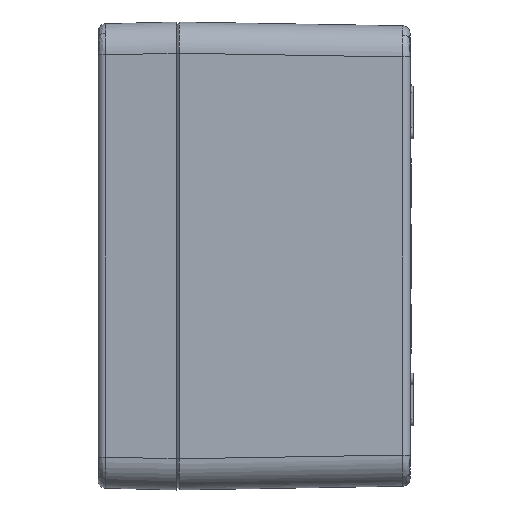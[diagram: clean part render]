
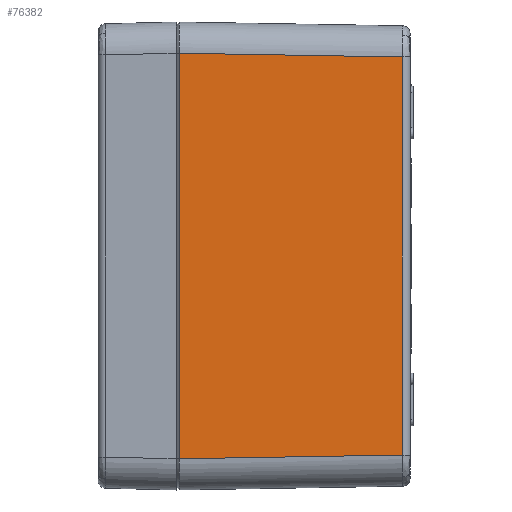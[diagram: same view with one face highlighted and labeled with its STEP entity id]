
A CAD part, left-side view. The second image highlights one B-rep face of the part: STEP entity #76382.
In plain terms, the highlighted planar face has unit normal (-1, -0.017, 0).
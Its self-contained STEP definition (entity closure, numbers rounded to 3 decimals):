
#33440 = CARTESIAN_POINT ( 'NONE',  ( -60.033, -58.033, 51.034 ) ) ;
#41439 = CARTESIAN_POINT ( 'NONE',  ( -60.987, -0.8, -51.988 ) ) ;
#41440 = CARTESIAN_POINT ( 'NONE',  ( -60.033, -58.033, -51.034 ) ) ;
#41441 = CARTESIAN_POINT ( 'NONE',  ( -60.987, -0.8, 51.988 ) ) ;
#42489 = PLANE ( 'NONE',  #81528 ) ;
#42490 = CARTESIAN_POINT ( 'NONE',  ( -61., 0., -60. ) ) ;
#42491 = DIRECTION ( 'NONE',  ( -1., -0.017, 0. ) ) ;
#42492 = DIRECTION ( 'NONE',  ( 0.017, -1., 0. ) ) ;
#43049 = FACE_OUTER_BOUND ( 'NONE', #69144, .T. ) ;
#43364 = LINE ( 'NONE', #47743, #82338 ) ;
#43365 = LINE ( 'NONE', #47745, #82341 ) ;
#43366 = LINE ( 'NONE', #47747, #82344 ) ;
#43367 = LINE ( 'NONE', #47749, #82348 ) ;
#47743 = CARTESIAN_POINT ( 'NONE',  ( -60.033, -58.033, 51.001 ) ) ;
#47744 = DIRECTION ( 'NONE',  ( 0., 0., 1. ) ) ;
#47745 = CARTESIAN_POINT ( 'NONE',  ( -61.002, 0.133, -52.003 ) ) ;
#47746 = DIRECTION ( 'NONE',  ( 0.017, -1., 0.017 ) ) ;
#47747 = CARTESIAN_POINT ( 'NONE',  ( -60.969, -1.866, 51.97 ) ) ;
#47748 = DIRECTION ( 'NONE',  ( -0.017, 1., 0.017 ) ) ;
#47749 = CARTESIAN_POINT ( 'NONE',  ( -60.987, -0.8, -60. ) ) ;
#47750 = DIRECTION ( 'NONE',  ( 0., 0., -1. ) ) ;
#69144 = EDGE_LOOP ( 'NONE', ( #81160, #81163, #81161, #81164 ) ) ;
#69816 = VERTEX_POINT ( 'NONE', #33440 ) ;
#74540 = VERTEX_POINT ( 'NONE', #41439 ) ;
#74541 = VERTEX_POINT ( 'NONE', #41440 ) ;
#74542 = VERTEX_POINT ( 'NONE', #41441 ) ;
#76382 = ADVANCED_FACE ( 'NONE', ( #43049 ), #42489, .T. ) ;
#78013 = EDGE_CURVE ( 'NONE', #74541, #69816, #43364, .T. ) ;
#78017 = EDGE_CURVE ( 'NONE', #74540, #74541, #43365, .T. ) ;
#78021 = EDGE_CURVE ( 'NONE', #69816, #74542, #43366, .T. ) ;
#78026 = EDGE_CURVE ( 'NONE', #74542, #74540, #43367, .T. ) ;
#81160 = ORIENTED_EDGE ( 'NONE', *, *, #78017, .T. ) ;
#81161 = ORIENTED_EDGE ( 'NONE', *, *, #78021, .T. ) ;
#81163 = ORIENTED_EDGE ( 'NONE', *, *, #78013, .T. ) ;
#81164 = ORIENTED_EDGE ( 'NONE', *, *, #78026, .T. ) ;
#81528 = AXIS2_PLACEMENT_3D ( 'NONE', #42490, #42491, #42492 ) ;
#82338 = VECTOR ( 'NONE', #47744, 1000. ) ;
#82341 = VECTOR ( 'NONE', #47746, 1000. ) ;
#82344 = VECTOR ( 'NONE', #47748, 1000. ) ;
#82348 = VECTOR ( 'NONE', #47750, 1000. ) ;
